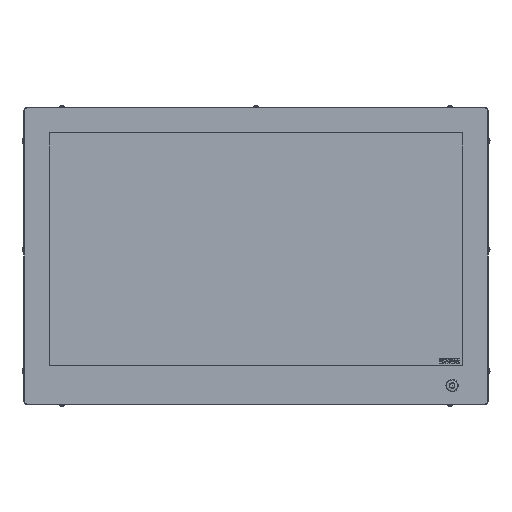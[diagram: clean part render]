
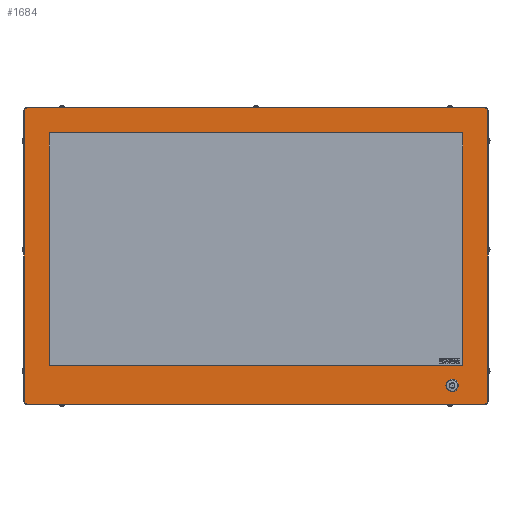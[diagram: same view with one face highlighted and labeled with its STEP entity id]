
A CAD part, front view. The second image highlights one B-rep face of the part: STEP entity #1684.
In plain terms, the highlighted planar face has unit normal (0, -1, 0).
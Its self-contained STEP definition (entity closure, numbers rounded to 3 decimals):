
#1684 = ADVANCED_FACE( '', ( #3495, #3496 ), #3497, .T. );
#3495 = FACE_OUTER_BOUND( '', #5526, .T. );
#3496 = FACE_BOUND( '', #5527, .T. );
#3497 = PLANE( '', #5528 );
#5526 = EDGE_LOOP( '', ( #11152, #11153, #11154, #11155, #11156, #11157, #11158, #11159 ) );
#5527 = EDGE_LOOP( '', ( #11160, #11161, #11162, #11163 ) );
#5528 = AXIS2_PLACEMENT_3D( '', #11164, #11165, #11166 );
#11152 = ORIENTED_EDGE( '', *, *, #14086, .T. );
#11153 = ORIENTED_EDGE( '', *, *, #14347, .T. );
#11154 = ORIENTED_EDGE( '', *, *, #13689, .T. );
#11155 = ORIENTED_EDGE( '', *, *, #12648, .T. );
#11156 = ORIENTED_EDGE( '', *, *, #12834, .T. );
#11157 = ORIENTED_EDGE( '', *, *, #13647, .T. );
#11158 = ORIENTED_EDGE( '', *, *, #13926, .T. );
#11159 = ORIENTED_EDGE( '', *, *, #14299, .T. );
#11160 = ORIENTED_EDGE( '', *, *, #13711, .F. );
#11161 = ORIENTED_EDGE( '', *, *, #14305, .F. );
#11162 = ORIENTED_EDGE( '', *, *, #12779, .F. );
#11163 = ORIENTED_EDGE( '', *, *, #13816, .F. );
#11164 = CARTESIAN_POINT( '', ( 0., -5.5, 0. ) );
#11165 = DIRECTION( '', ( 0., -1., 0. ) );
#11166 = DIRECTION( '', ( 0., 0., -1. ) );
#12648 = EDGE_CURVE( '', #14769, #14767, #14770, .T. );
#12779 = EDGE_CURVE( '', #14993, #14994, #14995, .T. );
#12834 = EDGE_CURVE( '', #14767, #15086, #15088, .T. );
#13647 = EDGE_CURVE( '', #15086, #16421, #16423, .T. );
#13689 = EDGE_CURVE( '', #16481, #14769, #16482, .T. );
#13711 = EDGE_CURVE( '', #16508, #16509, #16510, .T. );
#13816 = EDGE_CURVE( '', #16509, #14993, #16648, .T. );
#13926 = EDGE_CURVE( '', #16421, #16784, #16786, .T. );
#14086 = EDGE_CURVE( '', #16985, #16988, #16990, .T. );
#14299 = EDGE_CURVE( '', #16784, #16985, #17249, .T. );
#14305 = EDGE_CURVE( '', #14994, #16508, #17255, .T. );
#14347 = EDGE_CURVE( '', #16988, #16481, #17300, .T. );
#14767 = VERTEX_POINT( '', #18073 );
#14769 = VERTEX_POINT( '', #18076 );
#14770 = LINE( '', #18077, #18078 );
#14993 = VERTEX_POINT( '', #18653 );
#14994 = VERTEX_POINT( '', #18654 );
#14995 = LINE( '', #18655, #18656 );
#15086 = VERTEX_POINT( '', #18873 );
#15088 = CIRCLE( '', #18876, 3.5 );
#16421 = VERTEX_POINT( '', #22773 );
#16423 = LINE( '', #22776, #22777 );
#16481 = VERTEX_POINT( '', #22937 );
#16482 = CIRCLE( '', #22938, 3.5 );
#16508 = VERTEX_POINT( '', #22989 );
#16509 = VERTEX_POINT( '', #22990 );
#16510 = LINE( '', #22991, #22992 );
#16648 = LINE( '', #23373, #23374 );
#16784 = VERTEX_POINT( '', #23659 );
#16786 = CIRCLE( '', #23662, 3.5 );
#16985 = VERTEX_POINT( '', #24188 );
#16988 = VERTEX_POINT( '', #24192 );
#16990 = CIRCLE( '', #24195, 3.5 );
#17249 = LINE( '', #24714, #24715 );
#17255 = LINE( '', #24732, #24733 );
#17300 = LINE( '', #24829, #24830 );
#18073 = CARTESIAN_POINT( '', ( 298.8, -5.5, 178.9 ) );
#18076 = CARTESIAN_POINT( '', ( 298.8, -5.5, -195.9 ) );
#18077 = CARTESIAN_POINT( '', ( 298.8, -5.5, 178.9 ) );
#18078 = VECTOR( '', #25221, 1000. );
#18653 = CARTESIAN_POINT( '', ( -266.45, -5.5, -150.2 ) );
#18654 = CARTESIAN_POINT( '', ( 266.45, -5.5, -150.2 ) );
#18655 = CARTESIAN_POINT( '', ( -266.45, -5.5, -150.2 ) );
#18656 = VECTOR( '', #25298, 1000. );
#18873 = CARTESIAN_POINT( '', ( 295.3, -5.5, 182.4 ) );
#18876 = AXIS2_PLACEMENT_3D( '', #25321, #25322, #25323 );
#22773 = CARTESIAN_POINT( '', ( -295.3, -5.5, 182.4 ) );
#22776 = CARTESIAN_POINT( '', ( -295.3, -5.5, 182.4 ) );
#22777 = VECTOR( '', #25697, 1000. );
#22937 = CARTESIAN_POINT( '', ( 295.3, -5.5, -199.4 ) );
#22938 = AXIS2_PLACEMENT_3D( '', #25726, #25727, #25728 );
#22989 = CARTESIAN_POINT( '', ( 266.45, -5.5, 150.2 ) );
#22990 = CARTESIAN_POINT( '', ( -266.45, -5.5, 150.2 ) );
#22991 = CARTESIAN_POINT( '', ( 266.45, -5.5, 150.2 ) );
#22992 = VECTOR( '', #25742, 1000. );
#23373 = CARTESIAN_POINT( '', ( -266.45, -5.5, 150.2 ) );
#23374 = VECTOR( '', #25805, 1000. );
#23659 = CARTESIAN_POINT( '', ( -298.8, -5.5, 178.9 ) );
#23662 = AXIS2_PLACEMENT_3D( '', #25872, #25873, #25874 );
#24188 = CARTESIAN_POINT( '', ( -298.8, -5.5, -195.9 ) );
#24192 = CARTESIAN_POINT( '', ( -295.3, -5.5, -199.4 ) );
#24195 = AXIS2_PLACEMENT_3D( '', #25939, #25940, #25941 );
#24714 = CARTESIAN_POINT( '', ( -298.8, -5.5, -195.9 ) );
#24715 = VECTOR( '', #26061, 1000. );
#24732 = CARTESIAN_POINT( '', ( 266.45, -5.5, -150.2 ) );
#24733 = VECTOR( '', #26062, 1000. );
#24829 = CARTESIAN_POINT( '', ( 295.3, -5.5, -199.4 ) );
#24830 = VECTOR( '', #26077, 1000. );
#25221 = DIRECTION( '', ( 0., 0., 1. ) );
#25298 = DIRECTION( '', ( 1., 0., 0. ) );
#25321 = CARTESIAN_POINT( '', ( 295.3, -5.5, 178.9 ) );
#25322 = DIRECTION( '', ( 0., -1., 0. ) );
#25323 = DIRECTION( '', ( 0., 0., -1. ) );
#25697 = DIRECTION( '', ( -1., 0., 0. ) );
#25726 = CARTESIAN_POINT( '', ( 295.3, -5.5, -195.9 ) );
#25727 = DIRECTION( '', ( 0., -1., 0. ) );
#25728 = DIRECTION( '', ( 0., 0., -1. ) );
#25742 = DIRECTION( '', ( -1., 0., 0. ) );
#25805 = DIRECTION( '', ( 0., 0., -1. ) );
#25872 = CARTESIAN_POINT( '', ( -295.3, -5.5, 178.9 ) );
#25873 = DIRECTION( '', ( 0., -1., 0. ) );
#25874 = DIRECTION( '', ( 0., 0., -1. ) );
#25939 = CARTESIAN_POINT( '', ( -295.3, -5.5, -195.9 ) );
#25940 = DIRECTION( '', ( 0., -1., 0. ) );
#25941 = DIRECTION( '', ( 0., 0., -1. ) );
#26061 = DIRECTION( '', ( 0., 0., -1. ) );
#26062 = DIRECTION( '', ( 0., 0., 1. ) );
#26077 = DIRECTION( '', ( 1., 0., 0. ) );
